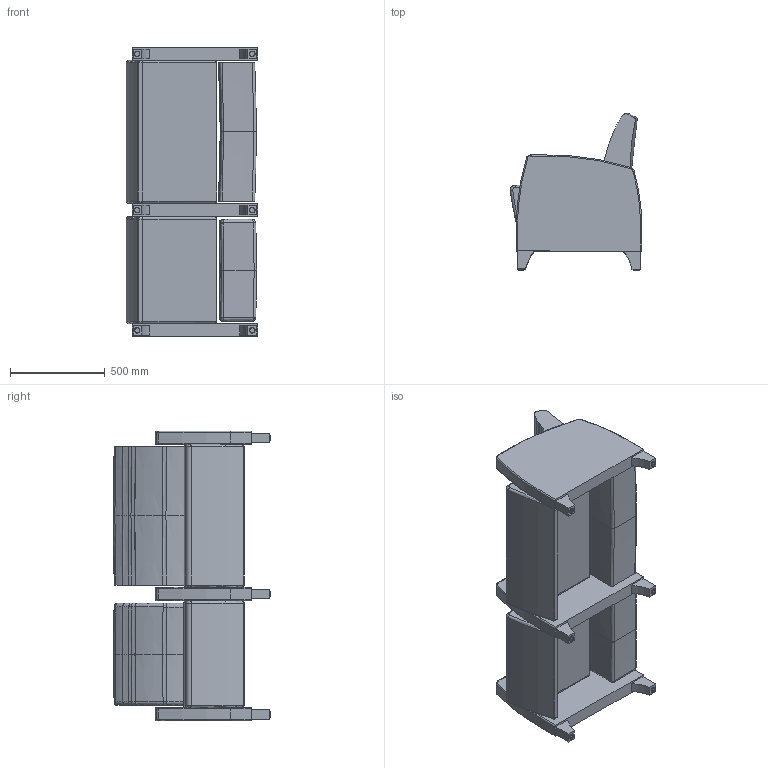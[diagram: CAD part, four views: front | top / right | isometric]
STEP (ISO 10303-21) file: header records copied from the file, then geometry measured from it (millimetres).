
FILE_DESCRIPTION(/* description */ (''),/* implementation_level */ '2;1');
FILE_NAME(/* name */ 'KOU20IBRF (SYMBOL).stp',/* time_stamp */ '2017-03-13T16:37:30-04:00',/* author */ ('emerkel'),/* organization */ (''),/* preprocessor_version */ 'ST-DEVELOPER v16.5',/* originating_system */ 'Autodesk Inventor 2017',/* authorisation */ '');
FILE_SCHEMA (('AUTOMOTIVE_DESIGN { 1 0 10303 214 3 1 1 }'));
Length unit declared in the file: inch
Products named in the file (9): KOU20IBRF (SYMBOL); KOU10 NEW BACK; KOU10 SEAT; KOU10B NEW BACK; KOU10 SEAT_1; KOD10 ARM2; NEW KOU LEG; NEW KOU LEG_1; GLIDE APFAA06-1
Assembly tree (15 placements, depth 3):
  KOU20IBRF (SYMBOL)
    KOU10 NEW BACK
    KOU10 SEAT
    KOU10B NEW BACK
    KOU10 SEAT_1
    KOD10 ARM2  x3
    NEW KOU LEG  x6
      NEW KOU LEG_1
      GLIDE APFAA06-1
Bounding box: 694.61 x 828.76 x 1530.33 mm (x, y, z)
Volume: 289234873.2 mm3; surface area: 7200593.5 mm2
Topology: 43 solids, 43 shells, 672 faces, 1546 edges, 970 vertices
Faces by surface type: plane 263, bspline 144, cylinder 111, cone 96, torus 58
Full cylindrical faces by diameter (mm): 10.77 x6, 16.002 x6, 19.05 x6, 28.575 x6
Entity records: 11856 total; most frequent: CARTESIAN_POINT 5631, ORIENTED_EDGE 1304, DIRECTION 1165, EDGE_CURVE 652, AXIS2_PLACEMENT_3D 519, VERTEX_POINT 395, EDGE_LOOP 295, FACE_OUTER_BOUND 287
